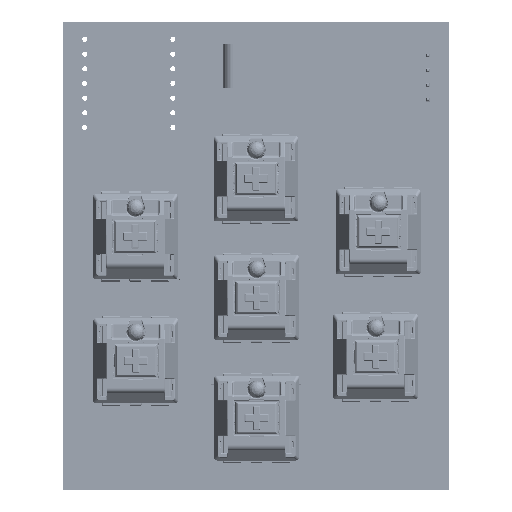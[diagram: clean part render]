
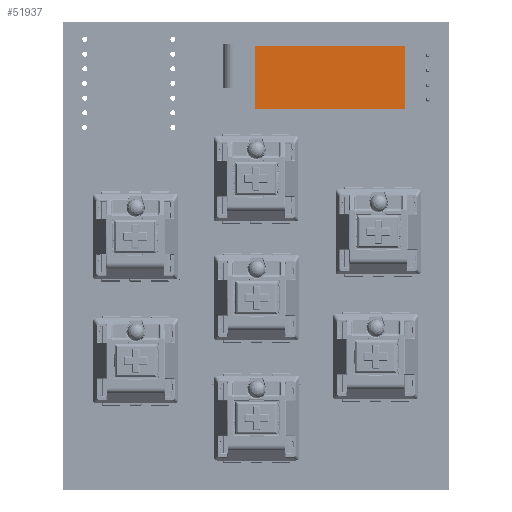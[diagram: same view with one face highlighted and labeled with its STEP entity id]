
A CAD part, top view. The second image highlights one B-rep face of the part: STEP entity #51937.
In plain terms, the highlighted planar face has unit normal (0, 0, 1).
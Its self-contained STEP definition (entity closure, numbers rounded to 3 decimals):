
#51847 = VERTEX_POINT('',#51848);
#51848 = CARTESIAN_POINT('',(12.25,5.5,2.9));
#51854 = EDGE_CURVE('',#51855,#51847,#51857,.T.);
#51855 = VERTEX_POINT('',#51856);
#51856 = CARTESIAN_POINT('',(12.25,-5.5,2.9));
#51857 = LINE('',#51858,#51859);
#51858 = CARTESIAN_POINT('',(12.25,5.5,2.9));
#51859 = VECTOR('',#51860,1.);
#51860 = DIRECTION('',(-0.,1.,-0.));
#51878 = VERTEX_POINT('',#51879);
#51879 = CARTESIAN_POINT('',(-13.75,5.5,2.9));
#51885 = EDGE_CURVE('',#51847,#51878,#51886,.T.);
#51886 = LINE('',#51887,#51888);
#51887 = CARTESIAN_POINT('',(-13.75,5.5,2.9));
#51888 = VECTOR('',#51889,1.);
#51889 = DIRECTION('',(-1.,-0.,-0.));
#51902 = VERTEX_POINT('',#51903);
#51903 = CARTESIAN_POINT('',(-13.75,-5.5,2.9));
#51909 = EDGE_CURVE('',#51878,#51902,#51910,.T.);
#51910 = LINE('',#51911,#51912);
#51911 = CARTESIAN_POINT('',(-13.75,5.5,2.9));
#51912 = VECTOR('',#51913,1.);
#51913 = DIRECTION('',(0.,-1.,0.));
#51926 = EDGE_CURVE('',#51902,#51855,#51927,.T.);
#51927 = LINE('',#51928,#51929);
#51928 = CARTESIAN_POINT('',(-13.75,-5.5,2.9));
#51929 = VECTOR('',#51930,1.);
#51930 = DIRECTION('',(1.,0.,0.));
#51937 = ADVANCED_FACE('',(#51938),#51944,.T.);
#51938 = FACE_BOUND('',#51939,.T.);
#51939 = EDGE_LOOP('',(#51940,#51941,#51942,#51943));
#51940 = ORIENTED_EDGE('',*,*,#51854,.T.);
#51941 = ORIENTED_EDGE('',*,*,#51885,.T.);
#51942 = ORIENTED_EDGE('',*,*,#51909,.T.);
#51943 = ORIENTED_EDGE('',*,*,#51926,.T.);
#51944 = PLANE('',#51945);
#51945 = AXIS2_PLACEMENT_3D('',#51946,#51947,#51948);
#51946 = CARTESIAN_POINT('',(0.,0.,2.9));
#51947 = DIRECTION('',(-0.,0.,1.));
#51948 = DIRECTION('',(1.,0.,0.));
